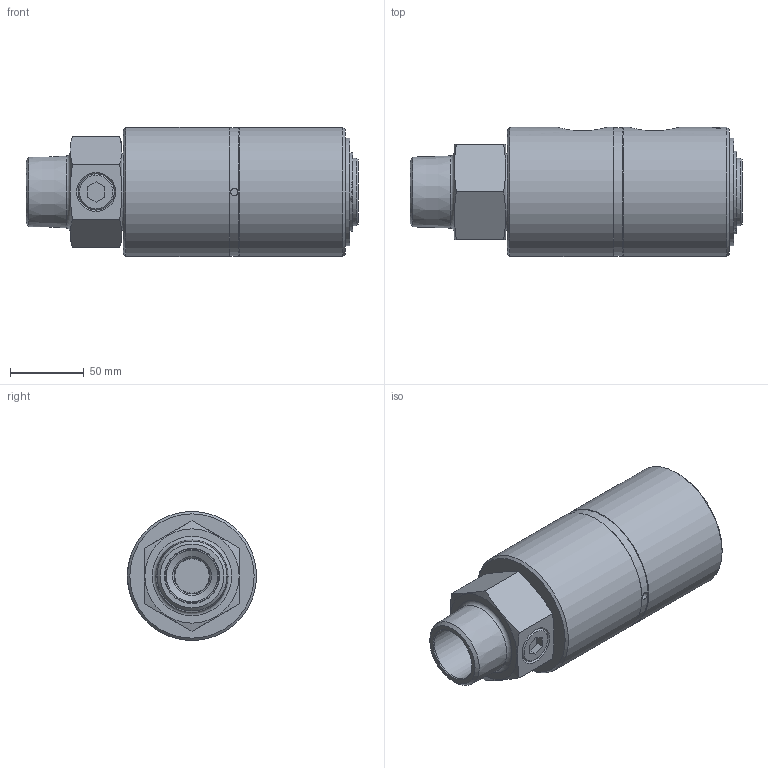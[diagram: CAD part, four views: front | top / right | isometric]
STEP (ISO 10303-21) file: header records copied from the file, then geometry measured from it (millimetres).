
FILE_DESCRIPTION(/* description */ (''),/* implementation_level */ '2;1');
FILE_NAME(/* name */ '1890-110-IC.stp',/* time_stamp */ '2018-09-18T14:42:06-05:00',/* author */ ('nreyna'),/* organization */ (''),/* preprocessor_version */ 'ST-DEVELOPER v17',/* originating_system */ 'Autodesk Inventor 2018',/* authorisation */ '');
FILE_SCHEMA (('AUTOMOTIVE_DESIGN { 1 0 10303 214 3 1 1 }'));
Products named in the file (1): 1890-110-IC
Bounding box: 225.4 x 87.63 x 87.63 mm (x, y, z)
Volume: 940658.8 mm3; surface area: 95996.4 mm2
Topology: 1 solids, 1 shells, 350 faces, 921 edges, 621 vertices
Faces by surface type: bspline 148, plane 112, cylinder 62, cone 27, torus 1
Full cylindrical faces by diameter (mm): 2.5 x2, 5 x2, 5.5 x1, 22.631 x4, 23.4 x1, 35 x1, 36.5 x1, 46.1 x2, 46.4 x1, 47.395 x1, 52 x1, 73 x1, 87.03 x1, 87.63 x2
Entity records: 45652 total; most frequent: CARTESIAN_POINT 37837, ORIENTED_EDGE 1840, DIRECTION 1128, EDGE_CURVE 920, VERTEX_POINT 621, EDGE_LOOP 401, AXIS2_PLACEMENT_3D 393, B_SPLINE_CURVE_WITH_KNOTS 374
